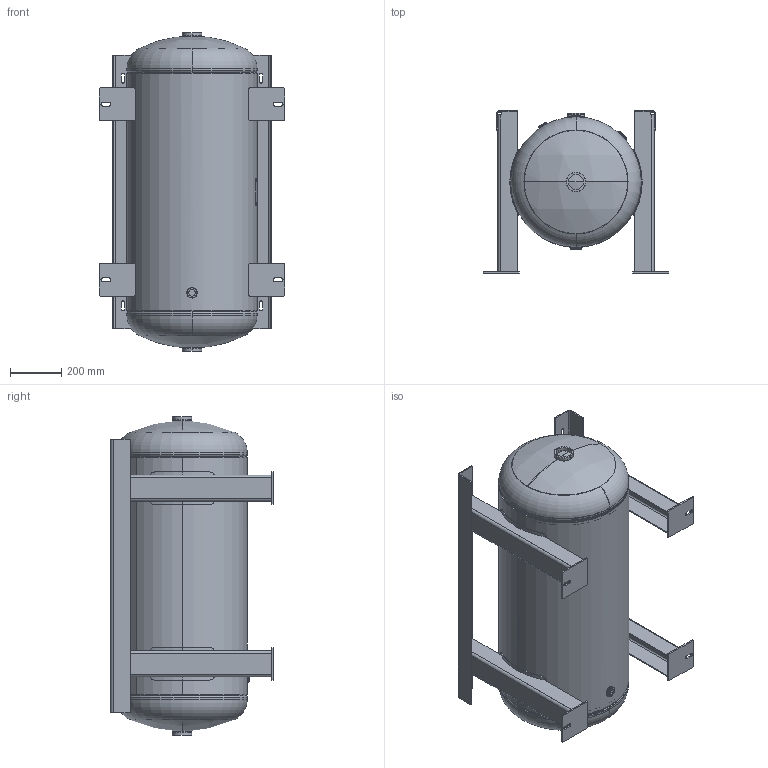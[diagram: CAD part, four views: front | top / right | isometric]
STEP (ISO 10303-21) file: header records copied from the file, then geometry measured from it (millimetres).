
FILE_DESCRIPTION (( 'STEP AP214' ), '1' );
FILE_NAME ('305439.STEP', '2023-09-26T20:50:48', ( '' ), ( '' ), 'SwSTEP 2.0', 'SolidWorks 2022', '' );
FILE_SCHEMA (( 'AUTOMOTIVE_DESIGN' ));
Length unit declared in the file: inch
Products named in the file (1): 305439
Bounding box: 723.89 x 634.73 x 1246.02 mm (x, y, z)
Volume: 12518108.8 mm3; surface area: 6575285.2 mm2
Topology: 26 solids, 26 shells, 557 faces, 1262 edges, 774 vertices
Faces by surface type: plane 216, cylinder 175, torus 118, bspline 40, sphere 8
Entity records: 32448 total; most frequent: CARTESIAN_POINT 12222, DIRECTION 2742, ORIENTED_EDGE 2524, EDGE_CURVE 1262, AXIS2_PLACEMENT_3D 1106, VERTEX_POINT 774, EDGE_LOOP 626, CIRCLE 588
